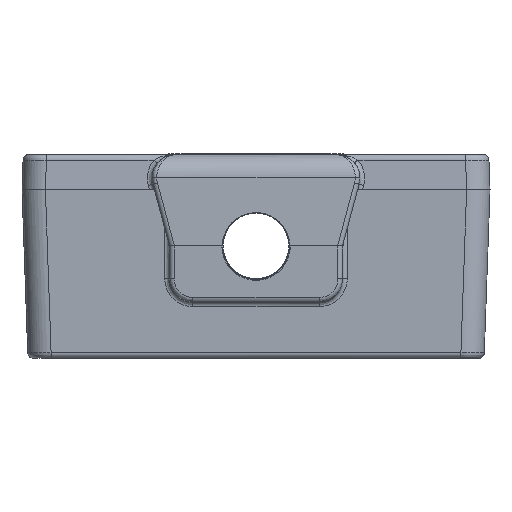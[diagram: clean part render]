
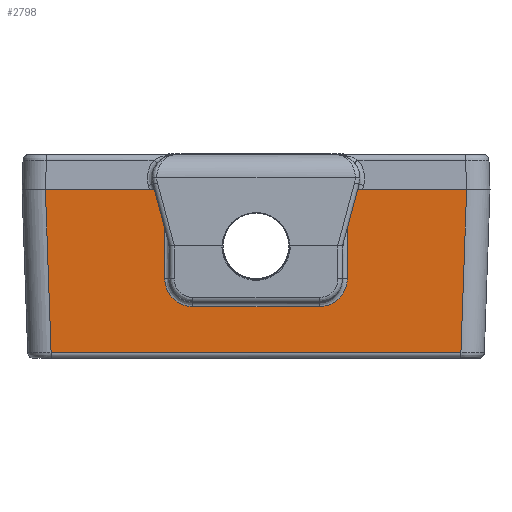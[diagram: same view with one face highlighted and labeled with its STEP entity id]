
A CAD part, left-side view. The second image highlights one B-rep face of the part: STEP entity #2798.
In plain terms, the highlighted planar face has unit normal (-1, 0, -0.018).
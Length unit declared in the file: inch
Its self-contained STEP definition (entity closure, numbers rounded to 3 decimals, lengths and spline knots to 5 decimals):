
#2441 = VECTOR ( 'NONE', #62098, 39.37008 ) ;
#2798 = ADVANCED_FACE ( 'NONE', ( #16060 ), #180768, .F. ) ;
#6098 = CARTESIAN_POINT ( 'NONE',  ( -2.26462, 0.42968, -0.17202 ) ) ;
#7085 = CARTESIAN_POINT ( 'NONE',  ( -2.25161, 0.4875, -0.91765 ) ) ;
#7632 = VERTEX_POINT ( 'NONE', #64086 ) ;
#13059 = CARTESIAN_POINT ( 'NONE',  ( -2.26417, -0.37677, -0.19816 ) ) ;
#15210 = CARTESIAN_POINT ( 'NONE',  ( -2.275, 0.4875, 0.4225 ) ) ;
#16060 = FACE_OUTER_BOUND ( 'NONE', #109161, .T. ) ;
#17075 = VECTOR ( 'NONE', #168177, 39.37008 ) ;
#17854 = ORIENTED_EDGE ( 'NONE', *, *, #226215, .F. ) ;
#24743 = DIRECTION ( 'NONE',  ( -0.017, 0., 1. ) ) ;
#29776 = CARTESIAN_POINT ( 'NONE',  ( -2.26462, -0.42967, -0.17199 ) ) ;
#29918 = B_SPLINE_CURVE_WITH_KNOTS ( 'NONE', 3,
 ( #224530, #168403, #77614, #223351, #59795, #6098, #43052, #122863, #213640, #230412 ),
 .UNSPECIFIED., .F., .F.,
 ( 4, 2, 2, 2, 4 ),
 ( 0., 0.25, 0.5, 0.75, 1. ),
 .UNSPECIFIED. ) ;
#30602 = VERTEX_POINT ( 'NONE', #232411 ) ;
#32791 = DIRECTION ( 'NONE',  ( 0.017, 0., -1. ) ) ;
#33435 = ORIENTED_EDGE ( 'NONE', *, *, #63300, .F. ) ;
#34005 = VECTOR ( 'NONE', #158144, 39.37008 ) ;
#35045 = VERTEX_POINT ( 'NONE', #66701 ) ;
#35120 = EDGE_CURVE ( 'NONE', #84045, #74939, #140813, .T. ) ;
#36293 = LINE ( 'NONE', #93425, #87821 ) ;
#37644 = ORIENTED_EDGE ( 'NONE', *, *, #178764, .F. ) ;
#39927 = LINE ( 'NONE', #171750, #203968 ) ;
#43052 = CARTESIAN_POINT ( 'NONE',  ( -2.26443, 0.41305, -0.18314 ) ) ;
#47446 = ORIENTED_EDGE ( 'NONE', *, *, #234621, .F. ) ;
#47477 = CARTESIAN_POINT ( 'NONE',  ( -2.2641, -1.375, -0.20206 ) ) ;
#53799 = EDGE_CURVE ( 'NONE', #35045, #84045, #227770, .T. ) ;
#54592 = VECTOR ( 'NONE', #24743, 39.37008 ) ;
#57515 = EDGE_CURVE ( 'NONE', #223146, #174600, #98814, .T. ) ;
#59795 = CARTESIAN_POINT ( 'NONE',  ( -2.26511, 0.45743, -0.14423 ) ) ;
#60804 = DIRECTION ( 'NONE',  ( -0.017, 0.035, 0.999 ) ) ;
#62098 = DIRECTION ( 'NONE',  ( 0., 1., 0. ) ) ;
#63300 = EDGE_CURVE ( 'NONE', #193678, #30602, #233419, .T. ) ;
#64086 = CARTESIAN_POINT ( 'NONE',  ( -2.25977, 1.0946, -0.44802 ) ) ;
#65048 = ORIENTED_EDGE ( 'NONE', *, *, #35120, .F. ) ;
#66701 = CARTESIAN_POINT ( 'NONE',  ( -2.2641, 0.3375, -0.20206 ) ) ;
#72560 = CARTESIAN_POINT ( 'NONE',  ( -2.275, -1.125, 0.4225 ) ) ;
#73109 = CARTESIAN_POINT ( 'NONE',  ( -2.275, -0.4875, 0.4225 ) ) ;
#74939 = VERTEX_POINT ( 'NONE', #105254 ) ;
#76255 = LINE ( 'NONE', #7085, #133546 ) ;
#77614 = CARTESIAN_POINT ( 'NONE',  ( -2.26603, 0.4836, -0.09133 ) ) ;
#81620 = ORIENTED_EDGE ( 'NONE', *, *, #159905, .F. ) ;
#82278 = CARTESIAN_POINT ( 'NONE',  ( -2.2598, -0.6875, -0.44802 ) ) ;
#84045 = VERTEX_POINT ( 'NONE', #95337 ) ;
#87821 = VECTOR ( 'NONE', #111346, 39.37008 ) ;
#93425 = CARTESIAN_POINT ( 'NONE',  ( -2.275, -1.375, 0.4225 ) ) ;
#95337 = CARTESIAN_POINT ( 'NONE',  ( -2.2641, -0.3375, -0.20206 ) ) ;
#98814 = LINE ( 'NONE', #184980, #17075 ) ;
#102305 = DIRECTION ( 'NONE',  ( 0., -1., 0. ) ) ;
#105254 = CARTESIAN_POINT ( 'NONE',  ( -2.26672, -0.4875, -0.05206 ) ) ;
#105279 = EDGE_CURVE ( 'NONE', #209672, #193678, #36293, .T. ) ;
#109161 = EDGE_LOOP ( 'NONE', ( #149970, #37644, #47446, #33435, #186400, #146679, #65048, #226081, #81620, #17854 ) ) ;
#111346 = DIRECTION ( 'NONE',  ( 0., -1., 0. ) ) ;
#113013 = CARTESIAN_POINT ( 'NONE',  ( -2.25161, -0.4875, -0.91765 ) ) ;
#120406 = CARTESIAN_POINT ( 'NONE',  ( -2.2654, -0.46858, -0.12761 ) ) ;
#122863 = CARTESIAN_POINT ( 'NONE',  ( -2.26417, 0.37676, -0.19816 ) ) ;
#133279 = LINE ( 'NONE', #113013, #54592 ) ;
#133546 = VECTOR ( 'NONE', #186192, 39.37008 ) ;
#139466 = CARTESIAN_POINT ( 'NONE',  ( -2.2641, -0.35714, -0.20203 ) ) ;
#140651 = CARTESIAN_POINT ( 'NONE',  ( -2.26511, -0.45745, -0.14424 ) ) ;
#140813 = B_SPLINE_CURVE_WITH_KNOTS ( 'NONE', 3,
 ( #178932, #139466, #13059, #141808, #29776, #140651, #120406, #180077, #212339, #235050 ),
 .UNSPECIFIED., .F., .F.,
 ( 4, 2, 2, 2, 4 ),
 ( 0., 0.25, 0.5, 0.75, 1. ),
 .UNSPECIFIED. ) ;
#141808 = CARTESIAN_POINT ( 'NONE',  ( -2.26443, -0.41306, -0.18317 ) ) ;
#142554 = CARTESIAN_POINT ( 'NONE',  ( -2.25184, -1.07867, -0.90408 ) ) ;
#144678 = AXIS2_PLACEMENT_3D ( 'NONE', #179591, #161618, #32791 ) ;
#146679 = ORIENTED_EDGE ( 'NONE', *, *, #195220, .F. ) ;
#149970 = ORIENTED_EDGE ( 'NONE', *, *, #57515, .F. ) ;
#158144 = DIRECTION ( 'NONE',  ( 0.017, 0.035, -0.999 ) ) ;
#159905 = EDGE_CURVE ( 'NONE', #220757, #35045, #29918, .T. ) ;
#161618 = DIRECTION ( 'NONE',  ( 1., 0., 0.017 ) ) ;
#168177 = DIRECTION ( 'NONE',  ( 0., -1., 0. ) ) ;
#168403 = CARTESIAN_POINT ( 'NONE',  ( -2.26637, 0.48746, -0.0717 ) ) ;
#171750 = CARTESIAN_POINT ( 'NONE',  ( -2.2598, 1.0946, -0.44802 ) ) ;
#172123 = VECTOR ( 'NONE', #102305, 39.37008 ) ;
#174600 = VERTEX_POINT ( 'NONE', #15210 ) ;
#178764 = EDGE_CURVE ( 'NONE', #7632, #223146, #39927, .T. ) ;
#178932 = CARTESIAN_POINT ( 'NONE',  ( -2.2641, -0.3375, -0.20206 ) ) ;
#179591 = CARTESIAN_POINT ( 'NONE',  ( -2.25161, -1.375, -0.91765 ) ) ;
#180077 = CARTESIAN_POINT ( 'NONE',  ( -2.26603, -0.4836, -0.09132 ) ) ;
#180768 = PLANE ( 'NONE',  #144678 ) ;
#184813 = CARTESIAN_POINT ( 'NONE',  ( -2.26672, 0.4875, -0.05206 ) ) ;
#184980 = CARTESIAN_POINT ( 'NONE',  ( -2.275, -1.375, 0.4225 ) ) ;
#186192 = DIRECTION ( 'NONE',  ( 0.017, 0., -1. ) ) ;
#186400 = ORIENTED_EDGE ( 'NONE', *, *, #105279, .F. ) ;
#192185 = LINE ( 'NONE', #82278, #2441 ) ;
#193678 = VERTEX_POINT ( 'NONE', #72560 ) ;
#195220 = EDGE_CURVE ( 'NONE', #74939, #209672, #133279, .T. ) ;
#197833 = CARTESIAN_POINT ( 'NONE',  ( -2.275, 1.125, 0.4225 ) ) ;
#203968 = VECTOR ( 'NONE', #60804, 39.37008 ) ;
#209672 = VERTEX_POINT ( 'NONE', #73109 ) ;
#212339 = CARTESIAN_POINT ( 'NONE',  ( -2.26637, -0.4875, -0.0717 ) ) ;
#213640 = CARTESIAN_POINT ( 'NONE',  ( -2.2641, 0.35713, -0.20207 ) ) ;
#220757 = VERTEX_POINT ( 'NONE', #184813 ) ;
#223146 = VERTEX_POINT ( 'NONE', #197833 ) ;
#223351 = CARTESIAN_POINT ( 'NONE',  ( -2.2654, 0.46861, -0.12763 ) ) ;
#224530 = CARTESIAN_POINT ( 'NONE',  ( -2.26672, 0.4875, -0.05206 ) ) ;
#226081 = ORIENTED_EDGE ( 'NONE', *, *, #53799, .F. ) ;
#226215 = EDGE_CURVE ( 'NONE', #174600, #220757, #76255, .T. ) ;
#227770 = LINE ( 'NONE', #47477, #172123 ) ;
#230412 = CARTESIAN_POINT ( 'NONE',  ( -2.2641, 0.3375, -0.20206 ) ) ;
#232411 = CARTESIAN_POINT ( 'NONE',  ( -2.2598, -1.0946, -0.44802 ) ) ;
#233419 = LINE ( 'NONE', #142554, #34005 ) ;
#234621 = EDGE_CURVE ( 'NONE', #30602, #7632, #192185, .T. ) ;
#235050 = CARTESIAN_POINT ( 'NONE',  ( -2.26672, -0.4875, -0.05206 ) ) ;
